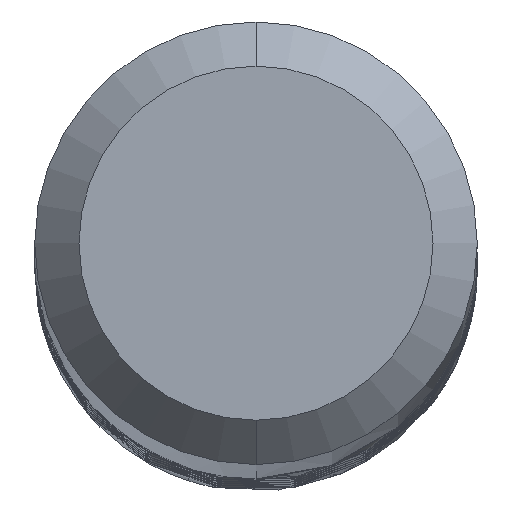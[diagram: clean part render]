
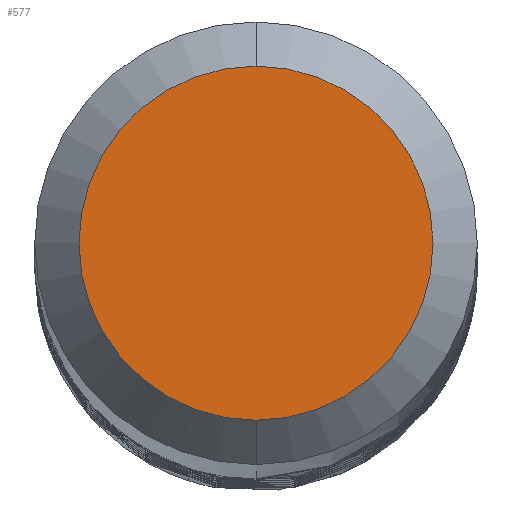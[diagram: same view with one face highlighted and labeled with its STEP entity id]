
A CAD part, top view. The second image highlights one B-rep face of the part: STEP entity #577.
In plain terms, the highlighted planar face has unit normal (0, 0, 1).
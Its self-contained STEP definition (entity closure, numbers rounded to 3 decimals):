
#577=ADVANCED_FACE('',(#1260),#1261,.T.);
#645=VERTEX_POINT('',#1339);
#711=EDGE_CURVE('',#813,#645,#1412,.T.);
#813=VERTEX_POINT('',#1524);
#855=EDGE_CURVE('',#645,#813,#1567,.T.);
#1260=FACE_OUTER_BOUND('',#3723,.T.);
#1261=PLANE('',#3724);
#1339=CARTESIAN_POINT('',(0.,-1.2,0.0));
#1412=CIRCLE('',#9565,1.2);
#1524=CARTESIAN_POINT('',(0.0,1.2,0.0));
#1567=CIRCLE('',#12674,1.2);
#3723=EDGE_LOOP('',(#15280,#15281));
#3724=AXIS2_PLACEMENT_3D('',#15282,#15283,#15284);
#9565=AXIS2_PLACEMENT_3D('',#15470,#15471,#15472);
#12674=AXIS2_PLACEMENT_3D('',#15617,#15618,#15619);
#15280=ORIENTED_EDGE('',*,*,#711,.F.);
#15281=ORIENTED_EDGE('',*,*,#855,.F.);
#15282=CARTESIAN_POINT('',(0.0,0.6,0.0));
#15283=DIRECTION('',(-0.0,0.0,1.0));
#15284=DIRECTION('',(0.0,-1.0,0.0));
#15470=CARTESIAN_POINT('',(0.0,0.0,0.0));
#15471=DIRECTION('',(0.0,0.0,-1.0));
#15472=DIRECTION('',(0.0,1.0,0.0));
#15617=CARTESIAN_POINT('',(0.0,0.0,0.0));
#15618=DIRECTION('',(0.0,0.0,-1.0));
#15619=DIRECTION('',(0.0,1.0,0.0));
